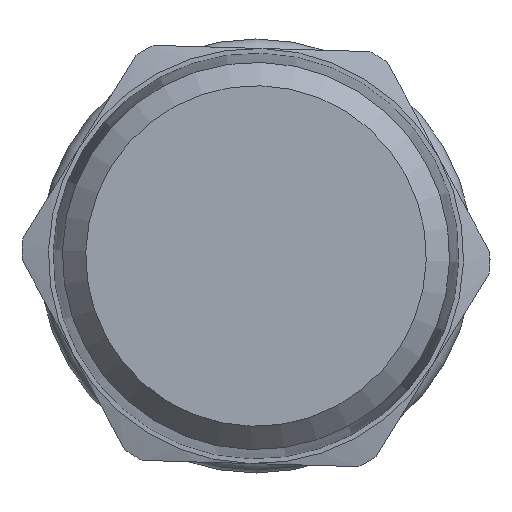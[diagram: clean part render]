
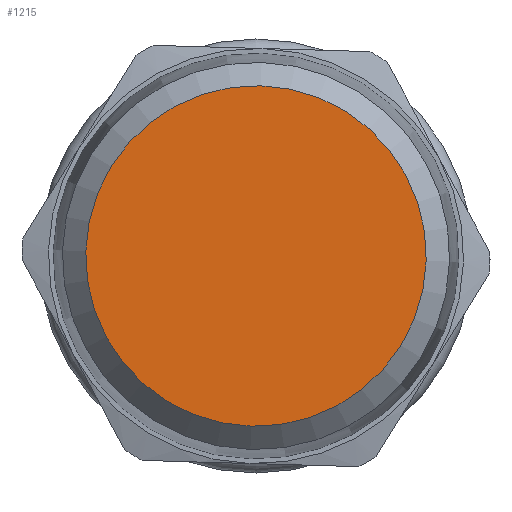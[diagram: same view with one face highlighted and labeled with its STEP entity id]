
A CAD part, left-side view. The second image highlights one B-rep face of the part: STEP entity #1215.
In plain terms, the highlighted planar face has unit normal (-1, 0, 0).
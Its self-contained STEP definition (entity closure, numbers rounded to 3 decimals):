
#1164=CARTESIAN_POINT('',(-63.33,4.735,-7.68));
#1165=VERTEX_POINT('',#1164);
#1166=CARTESIAN_POINT('',(-63.33,0.,0.));
#1167=DIRECTION('',(1.0,0.,0.));
#1168=DIRECTION('',(0.,-0.525,0.851));
#1169=AXIS2_PLACEMENT_3D('',#1166,#1167,#1168);
#1170=CIRCLE('',#1169,9.023);
#1171=EDGE_CURVE('',#1165,#1165,#1170,.T.);
#1207=CARTESIAN_POINT('',(-63.33,4.519,-7.33));
#1208=DIRECTION('',(-1.0,0.0,0.0));
#1209=DIRECTION('',(0.0,0.851,0.525));
#1210=AXIS2_PLACEMENT_3D('',#1207,#1208,#1209);
#1211=PLANE('',#1210);
#1212=ORIENTED_EDGE('',*,*,#1171,.F.);
#1213=EDGE_LOOP('',(#1212));
#1214=FACE_OUTER_BOUND('',#1213,.T.);
#1215=ADVANCED_FACE('',(#1214),#1211,.T.);
